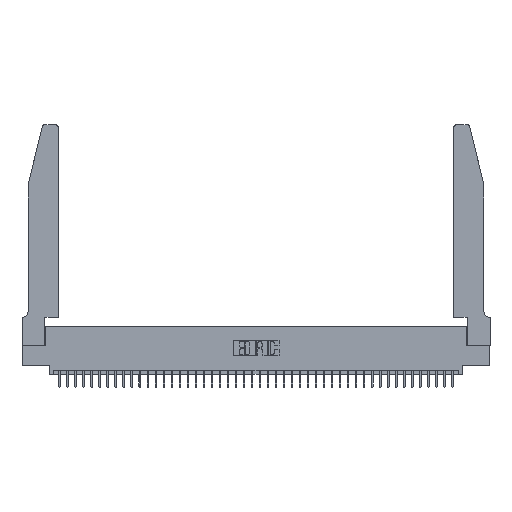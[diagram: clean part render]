
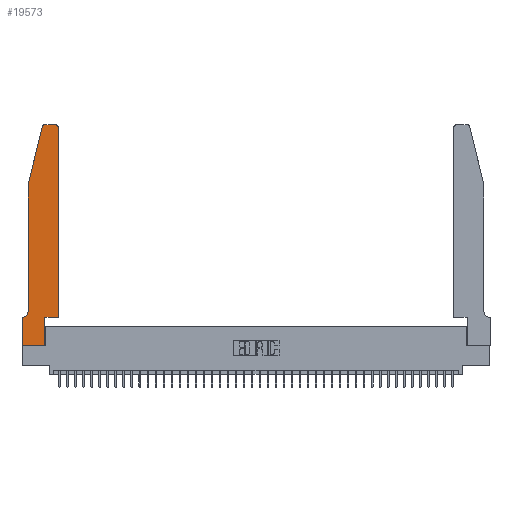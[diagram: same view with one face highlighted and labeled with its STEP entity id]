
A CAD part, top view. The second image highlights one B-rep face of the part: STEP entity #19573.
In plain terms, the highlighted planar face has unit normal (0, 0, 1).
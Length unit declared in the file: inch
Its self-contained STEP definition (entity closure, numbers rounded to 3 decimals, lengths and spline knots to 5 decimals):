
#50 = DIRECTION ( 'NONE',  ( 0., 0., 1. ) ) ;
#121 = DIRECTION ( 'NONE',  ( 0., 0., 1. ) ) ;
#344 = DIRECTION ( 'NONE',  ( -1., 0., 0. ) ) ;
#865 = VECTOR ( 'NONE', #38243, 39.37008 ) ;
#1217 = VERTEX_POINT ( 'NONE', #16166 ) ;
#1833 = EDGE_CURVE ( 'NONE', #13618, #11391, #32845, .T. ) ;
#1845 = CARTESIAN_POINT ( 'NONE',  ( 0.0755, 2., 0.37 ) ) ;
#2123 = ORIENTED_EDGE ( 'NONE', *, *, #36587, .T. ) ;
#2797 = VERTEX_POINT ( 'NONE', #30955 ) ;
#3101 = DIRECTION ( 'NONE',  ( 1., 0., 0. ) ) ;
#3358 = ORIENTED_EDGE ( 'NONE', *, *, #27818, .T. ) ;
#3375 = CARTESIAN_POINT ( 'NONE',  ( 0.4505, 0.35, 0.37 ) ) ;
#3383 = DIRECTION ( 'NONE',  ( 1., 0., 0. ) ) ;
#3620 = EDGE_CURVE ( 'NONE', #25416, #22627, #37797, .T. ) ;
#3973 = CARTESIAN_POINT ( 'NONE',  ( 0.0055, 0.42, 0.37 ) ) ;
#4038 = LINE ( 'NONE', #1845, #865 ) ;
#4838 = CARTESIAN_POINT ( 'NONE',  ( 0.4505, 2.72, 0.37 ) ) ;
#5752 = CARTESIAN_POINT ( 'NONE',  ( 0.2605, 2.75, 0.37 ) ) ;
#5944 = CARTESIAN_POINT ( 'NONE',  ( 0.4205, 2.75, 0.37 ) ) ;
#6143 = AXIS2_PLACEMENT_3D ( 'NONE', #20250, #33548, #13730 ) ;
#6240 = VECTOR ( 'NONE', #344, 39.37008 ) ;
#6533 = CARTESIAN_POINT ( 'NONE',  ( 0.2865, 0., 0.37 ) ) ;
#6537 = AXIS2_PLACEMENT_3D ( 'NONE', #13867, #50, #3383 ) ;
#9249 = CIRCLE ( 'NONE', #6537, 0.03 ) ;
#10093 = VECTOR ( 'NONE', #33265, 39.37008 ) ;
#10094 = VECTOR ( 'NONE', #13043, 39.37008 ) ;
#10211 = VECTOR ( 'NONE', #17106, 39.37008 ) ;
#10225 = VERTEX_POINT ( 'NONE', #39742 ) ;
#10325 = CARTESIAN_POINT ( 'NONE',  ( 0.0755, 2., 0.37 ) ) ;
#11117 = EDGE_CURVE ( 'NONE', #12086, #23660, #9249, .T. ) ;
#11252 = LINE ( 'NONE', #39858, #10211 ) ;
#11391 = VERTEX_POINT ( 'NONE', #18442 ) ;
#12086 = VERTEX_POINT ( 'NONE', #40630 ) ;
#13043 = DIRECTION ( 'NONE',  ( -1., 0., 0. ) ) ;
#13618 = VERTEX_POINT ( 'NONE', #14577 ) ;
#13656 = EDGE_CURVE ( 'NONE', #10225, #30770, #29143, .T. ) ;
#13723 = EDGE_CURVE ( 'NONE', #30770, #35654, #14511, .T. ) ;
#13730 = DIRECTION ( 'NONE',  ( 1., 0., 0. ) ) ;
#13867 = CARTESIAN_POINT ( 'NONE',  ( 0.284, 2.72, 0.37 ) ) ;
#14197 = CARTESIAN_POINT ( 'NONE',  ( 0., 0., 0.37 ) ) ;
#14426 = DIRECTION ( 'NONE',  ( 0., 1., 0. ) ) ;
#14511 = CIRCLE ( 'NONE', #25586, 0.03 ) ;
#14577 = CARTESIAN_POINT ( 'NONE',  ( 0.0055, 0.35, 0.37 ) ) ;
#16166 = CARTESIAN_POINT ( 'NONE',  ( 0.0755, 0.42, 0.37 ) ) ;
#16626 = CARTESIAN_POINT ( 'NONE',  ( 0.25487, 2.72718, 0.37 ) ) ;
#17106 = DIRECTION ( 'NONE',  ( 0., -1., 0. ) ) ;
#17492 = ORIENTED_EDGE ( 'NONE', *, *, #22971, .T. ) ;
#18442 = CARTESIAN_POINT ( 'NONE',  ( 0., 0.35, 0.37 ) ) ;
#18455 = VERTEX_POINT ( 'NONE', #10325 ) ;
#18932 = LINE ( 'NONE', #3375, #10093 ) ;
#19573 = ADVANCED_FACE ( 'NONE', ( #23848 ), #43023, .T. ) ;
#20250 = CARTESIAN_POINT ( 'NONE',  ( 0., 0.35, 0.37 ) ) ;
#21366 = VECTOR ( 'NONE', #42987, 39.37008 ) ;
#21448 = EDGE_CURVE ( 'NONE', #18455, #1217, #11252, .T. ) ;
#22627 = VERTEX_POINT ( 'NONE', #6533 ) ;
#22971 = EDGE_CURVE ( 'NONE', #35654, #12086, #30949, .T. ) ;
#23175 = CARTESIAN_POINT ( 'NONE',  ( 0., 0., 0.37 ) ) ;
#23562 = ORIENTED_EDGE ( 'NONE', *, *, #1833, .T. ) ;
#23660 = VERTEX_POINT ( 'NONE', #16626 ) ;
#23828 = ORIENTED_EDGE ( 'NONE', *, *, #3620, .T. ) ;
#23848 = FACE_OUTER_BOUND ( 'NONE', #35423, .T. ) ;
#24421 = DIRECTION ( 'NONE',  ( 0., 1., 0. ) ) ;
#24757 = CARTESIAN_POINT ( 'NONE',  ( 0.4205, 2.72, 0.37 ) ) ;
#25416 = VERTEX_POINT ( 'NONE', #38169 ) ;
#25586 = AXIS2_PLACEMENT_3D ( 'NONE', #24757, #121, #3101 ) ;
#25882 = VECTOR ( 'NONE', #34450, 39.37008 ) ;
#26172 = ORIENTED_EDGE ( 'NONE', *, *, #30876, .T. ) ;
#26558 = VECTOR ( 'NONE', #14426, 39.37008 ) ;
#26620 = ORIENTED_EDGE ( 'NONE', *, *, #30006, .T. ) ;
#27818 = EDGE_CURVE ( 'NONE', #22627, #2797, #28981, .T. ) ;
#27907 = VECTOR ( 'NONE', #24421, 39.37008 ) ;
#28268 = ORIENTED_EDGE ( 'NONE', *, *, #21448, .T. ) ;
#28981 = LINE ( 'NONE', #37772, #27907 ) ;
#29143 = LINE ( 'NONE', #38119, #26558 ) ;
#30006 = EDGE_CURVE ( 'NONE', #1217, #13618, #31887, .T. ) ;
#30114 = AXIS2_PLACEMENT_3D ( 'NONE', #3973, #34838, #42238 ) ;
#30770 = VERTEX_POINT ( 'NONE', #4838 ) ;
#30876 = EDGE_CURVE ( 'NONE', #11391, #25416, #39090, .T. ) ;
#30949 = LINE ( 'NONE', #5752, #10094 ) ;
#30955 = CARTESIAN_POINT ( 'NONE',  ( 0.2865, 0.35, 0.37 ) ) ;
#31887 = CIRCLE ( 'NONE', #30114, 0.07 ) ;
#32845 = LINE ( 'NONE', #40567, #6240 ) ;
#33185 = ORIENTED_EDGE ( 'NONE', *, *, #13723, .T. ) ;
#33195 = ORIENTED_EDGE ( 'NONE', *, *, #40451, .T. ) ;
#33265 = DIRECTION ( 'NONE',  ( 1., 0., 0. ) ) ;
#33548 = DIRECTION ( 'NONE',  ( 0., 0., 1. ) ) ;
#34450 = DIRECTION ( 'NONE',  ( 1., 0., 0. ) ) ;
#34838 = DIRECTION ( 'NONE',  ( 0., 0., -1. ) ) ;
#35423 = EDGE_LOOP ( 'NONE', ( #17492, #38636, #2123, #28268, #26620, #23562, #26172, #23828, #3358, #33195, #41291, #33185 ) ) ;
#35654 = VERTEX_POINT ( 'NONE', #5944 ) ;
#36587 = EDGE_CURVE ( 'NONE', #23660, #18455, #4038, .T. ) ;
#37772 = CARTESIAN_POINT ( 'NONE',  ( 0.2865, 0.35, 0.37 ) ) ;
#37797 = LINE ( 'NONE', #14197, #25882 ) ;
#38119 = CARTESIAN_POINT ( 'NONE',  ( 0.4505, 0.35, 0.37 ) ) ;
#38169 = CARTESIAN_POINT ( 'NONE',  ( 0., 0., 0.37 ) ) ;
#38243 = DIRECTION ( 'NONE',  ( -0.239, -0.971, 0. ) ) ;
#38636 = ORIENTED_EDGE ( 'NONE', *, *, #11117, .T. ) ;
#39090 = LINE ( 'NONE', #23175, #21366 ) ;
#39742 = CARTESIAN_POINT ( 'NONE',  ( 0.4505, 0.35, 0.37 ) ) ;
#39858 = CARTESIAN_POINT ( 'NONE',  ( 0.0755, 2., 0.37 ) ) ;
#40451 = EDGE_CURVE ( 'NONE', #2797, #10225, #18932, .T. ) ;
#40567 = CARTESIAN_POINT ( 'NONE',  ( 0.0755, 0.35, 0.37 ) ) ;
#40630 = CARTESIAN_POINT ( 'NONE',  ( 0.284, 2.75, 0.37 ) ) ;
#41291 = ORIENTED_EDGE ( 'NONE', *, *, #13656, .T. ) ;
#42238 = DIRECTION ( 'NONE',  ( -1., 0., 0. ) ) ;
#42987 = DIRECTION ( 'NONE',  ( 0., -1., 0. ) ) ;
#43023 = PLANE ( 'NONE',  #6143 ) ;
